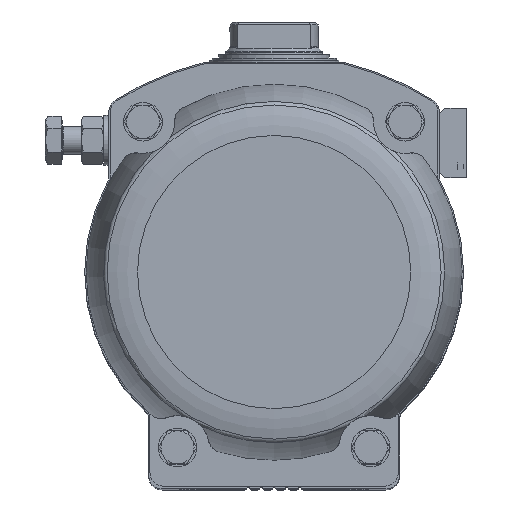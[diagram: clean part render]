
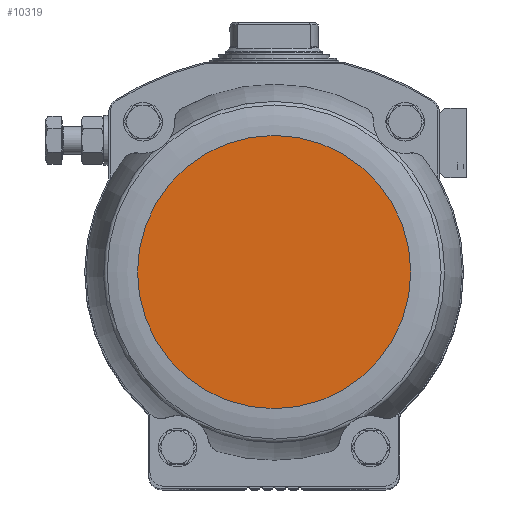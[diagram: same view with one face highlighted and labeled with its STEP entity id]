
A CAD part, top view. The second image highlights one B-rep face of the part: STEP entity #10319.
In plain terms, the highlighted planar face has unit normal (0, 0, 1).
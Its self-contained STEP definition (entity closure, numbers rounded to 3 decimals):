
#417=PLANE('',#11368);
#3613=ORIENTED_EDGE('',*,*,#5834,.T.);
#5834=EDGE_CURVE('',#7094,#7094,#7805,.T.);
#7094=VERTEX_POINT('',#17288);
#7805=CIRCLE('',#11367,99.019);
#8470=EDGE_LOOP('',(#3613));
#9372=FACE_BOUND('',#8470,.T.);
#10319=ADVANCED_FACE('',(#9372),#417,.F.);
#11367=AXIS2_PLACEMENT_3D('',#17287,#13626,#13627);
#11368=AXIS2_PLACEMENT_3D('',#17289,#13628,#13629);
#13626=DIRECTION('',(0.,0.,1.));
#13627=DIRECTION('',(1.,0.,0.));
#13628=DIRECTION('',(0.,0.,-1.));
#13629=DIRECTION('',(-1.,0.,0.));
#17287=CARTESIAN_POINT('',(0.,0.,318.));
#17288=CARTESIAN_POINT('',(99.019,0.,318.));
#17289=CARTESIAN_POINT('',(99.019,0.,318.));
